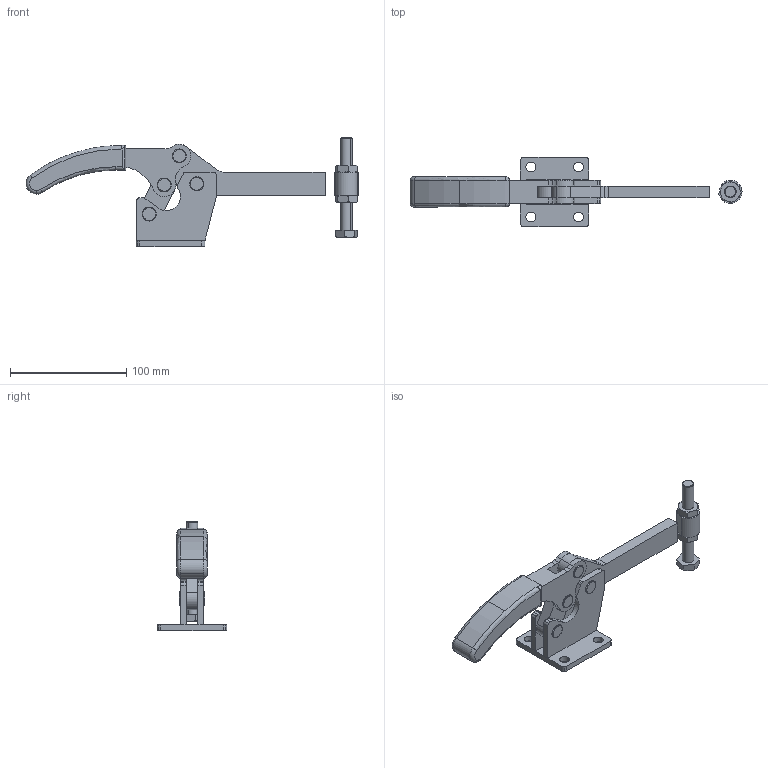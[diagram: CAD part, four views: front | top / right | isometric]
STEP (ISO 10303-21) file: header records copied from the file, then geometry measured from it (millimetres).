
FILE_DESCRIPTION((''),'2;1');
FILE_NAME('MH8B.stp','2006-07-12T08:49:17',('Matthew'),(''),'Autodesk Inventor 8','Autodesk Inventor 8','');
FILE_SCHEMA(('AUTOMOTIVE_DESIGN { 1 0 10303 214 1 1 1 1 }'));
Length unit declared in the file: millimetre
Products named in the file (7): MH8B; MH8B1; MH8B2; MH8B3; MH8B4; MH8B5; MH8B6
Assembly tree (6 placements, depth 2):
  MH8B
    MH8B1
    MH8B2
    MH8B3
    MH8B4
    MH8B5
    MH8B6
Bounding box: 285.67 x 60 x 93.92 mm (x, y, z)
Volume: 164631.1 mm3; surface area: 57417.4 mm2
Topology: 6 solids, 6 shells, 251 faces, 630 edges, 404 vertices
Faces by surface type: cylinder 124, plane 87, cone 28, torus 12
Entity records: 7848 total; most frequent: CARTESIAN_POINT 1438, DIRECTION 1418, ORIENTED_EDGE 1260, EDGE_CURVE 630, AXIS2_PLACEMENT_3D 562, VERTEX_POINT 404, CIRCLE 298, VECTOR 294
